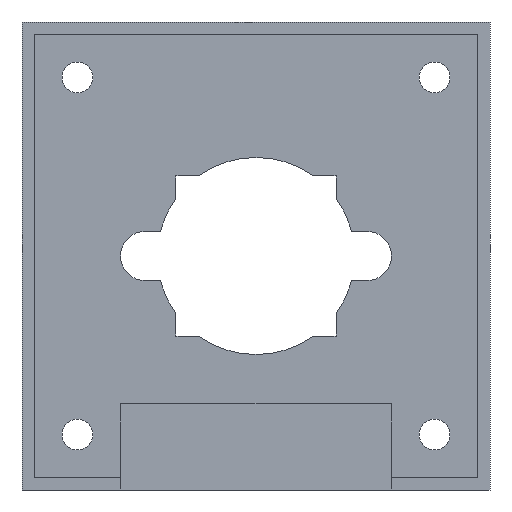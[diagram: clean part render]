
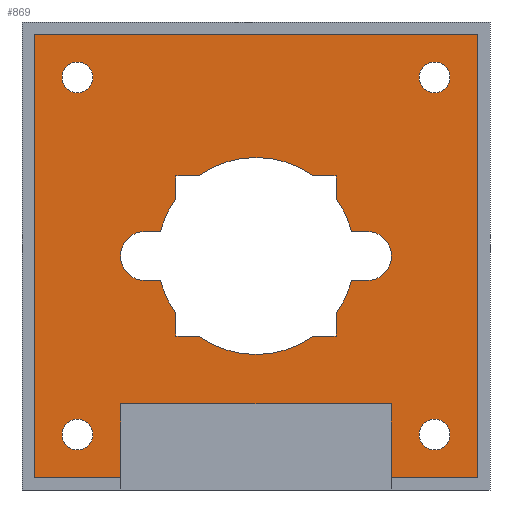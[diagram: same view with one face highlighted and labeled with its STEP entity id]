
A CAD part, front view. The second image highlights one B-rep face of the part: STEP entity #869.
In plain terms, the highlighted planar face has unit normal (0, -1, 0).
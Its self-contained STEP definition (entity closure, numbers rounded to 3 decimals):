
#32=FACE_BOUND('',#123,.T.);
#33=FACE_BOUND('',#124,.T.);
#34=FACE_BOUND('',#125,.T.);
#35=FACE_BOUND('',#126,.T.);
#36=FACE_BOUND('',#127,.T.);
#49=CIRCLE('',#949,1.25);
#50=CIRCLE('',#950,2.);
#51=CIRCLE('',#951,8.);
#52=CIRCLE('',#952,8.);
#53=CIRCLE('',#953,8.);
#54=CIRCLE('',#954,2.);
#55=CIRCLE('',#955,8.);
#56=CIRCLE('',#956,8.);
#57=CIRCLE('',#957,8.);
#58=CIRCLE('',#958,1.25);
#59=CIRCLE('',#959,1.25);
#60=CIRCLE('',#960,1.25);
#73=FACE_OUTER_BOUND('',#122,.T.);
#122=EDGE_LOOP('',(#657,#658,#659,#660,#661,#662,#663,#664));
#123=EDGE_LOOP('',(#665));
#124=EDGE_LOOP('',(#666,#667,#668,#669,#670,#671,#672,#673,#674,#675,#676,
#677,#678,#679,#680,#681,#682,#683,#684,#685));
#125=EDGE_LOOP('',(#686));
#126=EDGE_LOOP('',(#687));
#127=EDGE_LOOP('',(#688));
#191=LINE('',#1326,#293);
#195=LINE('',#1334,#297);
#198=LINE('',#1340,#300);
#201=LINE('',#1346,#303);
#204=LINE('',#1352,#306);
#214=LINE('',#1372,#316);
#215=LINE('',#1374,#317);
#216=LINE('',#1375,#318);
#217=LINE('',#1382,#319);
#218=LINE('',#1386,#320);
#219=LINE('',#1388,#321);
#220=LINE('',#1392,#322);
#221=LINE('',#1394,#323);
#222=LINE('',#1398,#324);
#223=LINE('',#1402,#325);
#224=LINE('',#1406,#326);
#225=LINE('',#1408,#327);
#226=LINE('',#1412,#328);
#227=LINE('',#1414,#329);
#228=LINE('',#1417,#330);
#293=VECTOR('',#1064,10.);
#297=VECTOR('',#1070,10.);
#300=VECTOR('',#1075,10.);
#303=VECTOR('',#1080,10.);
#306=VECTOR('',#1085,10.);
#316=VECTOR('',#1099,10.);
#317=VECTOR('',#1100,10.);
#318=VECTOR('',#1101,10.);
#319=VECTOR('',#1106,10.);
#320=VECTOR('',#1109,10.);
#321=VECTOR('',#1110,10.);
#322=VECTOR('',#1113,10.);
#323=VECTOR('',#1114,10.);
#324=VECTOR('',#1117,10.);
#325=VECTOR('',#1120,10.);
#326=VECTOR('',#1123,10.);
#327=VECTOR('',#1124,10.);
#328=VECTOR('',#1127,10.);
#329=VECTOR('',#1128,10.);
#330=VECTOR('',#1131,10.);
#403=VERTEX_POINT('',#1324);
#404=VERTEX_POINT('',#1325);
#407=VERTEX_POINT('',#1333);
#409=VERTEX_POINT('',#1339);
#411=VERTEX_POINT('',#1345);
#413=VERTEX_POINT('',#1351);
#421=VERTEX_POINT('',#1371);
#422=VERTEX_POINT('',#1373);
#423=VERTEX_POINT('',#1376);
#424=VERTEX_POINT('',#1378);
#425=VERTEX_POINT('',#1379);
#426=VERTEX_POINT('',#1381);
#427=VERTEX_POINT('',#1383);
#428=VERTEX_POINT('',#1385);
#429=VERTEX_POINT('',#1387);
#430=VERTEX_POINT('',#1389);
#431=VERTEX_POINT('',#1391);
#432=VERTEX_POINT('',#1393);
#433=VERTEX_POINT('',#1395);
#434=VERTEX_POINT('',#1397);
#435=VERTEX_POINT('',#1399);
#436=VERTEX_POINT('',#1401);
#437=VERTEX_POINT('',#1403);
#438=VERTEX_POINT('',#1405);
#439=VERTEX_POINT('',#1407);
#440=VERTEX_POINT('',#1409);
#441=VERTEX_POINT('',#1411);
#442=VERTEX_POINT('',#1413);
#443=VERTEX_POINT('',#1415);
#444=VERTEX_POINT('',#1418);
#445=VERTEX_POINT('',#1420);
#446=VERTEX_POINT('',#1422);
#491=EDGE_CURVE('',#403,#404,#191,.T.);
#495=EDGE_CURVE('',#404,#407,#195,.T.);
#498=EDGE_CURVE('',#407,#409,#198,.T.);
#501=EDGE_CURVE('',#409,#411,#201,.T.);
#504=EDGE_CURVE('',#411,#413,#204,.T.);
#514=EDGE_CURVE('',#421,#413,#214,.T.);
#515=EDGE_CURVE('',#422,#421,#215,.T.);
#516=EDGE_CURVE('',#403,#422,#216,.T.);
#517=EDGE_CURVE('',#423,#423,#49,.T.);
#518=EDGE_CURVE('',#424,#425,#50,.T.);
#519=EDGE_CURVE('',#426,#424,#217,.T.);
#520=EDGE_CURVE('',#427,#426,#51,.T.);
#521=EDGE_CURVE('',#428,#427,#218,.T.);
#522=EDGE_CURVE('',#429,#428,#219,.T.);
#523=EDGE_CURVE('',#430,#429,#52,.T.);
#524=EDGE_CURVE('',#431,#430,#220,.T.);
#525=EDGE_CURVE('',#432,#431,#221,.T.);
#526=EDGE_CURVE('',#433,#432,#53,.T.);
#527=EDGE_CURVE('',#434,#433,#222,.T.);
#528=EDGE_CURVE('',#435,#434,#54,.T.);
#529=EDGE_CURVE('',#436,#435,#223,.T.);
#530=EDGE_CURVE('',#437,#436,#55,.T.);
#531=EDGE_CURVE('',#438,#437,#224,.T.);
#532=EDGE_CURVE('',#439,#438,#225,.T.);
#533=EDGE_CURVE('',#440,#439,#56,.T.);
#534=EDGE_CURVE('',#441,#440,#226,.T.);
#535=EDGE_CURVE('',#442,#441,#227,.T.);
#536=EDGE_CURVE('',#443,#442,#57,.T.);
#537=EDGE_CURVE('',#425,#443,#228,.T.);
#538=EDGE_CURVE('',#444,#444,#58,.T.);
#539=EDGE_CURVE('',#445,#445,#59,.T.);
#540=EDGE_CURVE('',#446,#446,#60,.T.);
#657=ORIENTED_EDGE('',*,*,#491,.T.);
#658=ORIENTED_EDGE('',*,*,#495,.T.);
#659=ORIENTED_EDGE('',*,*,#498,.T.);
#660=ORIENTED_EDGE('',*,*,#501,.T.);
#661=ORIENTED_EDGE('',*,*,#504,.T.);
#662=ORIENTED_EDGE('',*,*,#514,.F.);
#663=ORIENTED_EDGE('',*,*,#515,.F.);
#664=ORIENTED_EDGE('',*,*,#516,.F.);
#665=ORIENTED_EDGE('',*,*,#517,.F.);
#666=ORIENTED_EDGE('',*,*,#518,.F.);
#667=ORIENTED_EDGE('',*,*,#519,.F.);
#668=ORIENTED_EDGE('',*,*,#520,.F.);
#669=ORIENTED_EDGE('',*,*,#521,.F.);
#670=ORIENTED_EDGE('',*,*,#522,.F.);
#671=ORIENTED_EDGE('',*,*,#523,.F.);
#672=ORIENTED_EDGE('',*,*,#524,.F.);
#673=ORIENTED_EDGE('',*,*,#525,.F.);
#674=ORIENTED_EDGE('',*,*,#526,.F.);
#675=ORIENTED_EDGE('',*,*,#527,.F.);
#676=ORIENTED_EDGE('',*,*,#528,.F.);
#677=ORIENTED_EDGE('',*,*,#529,.F.);
#678=ORIENTED_EDGE('',*,*,#530,.F.);
#679=ORIENTED_EDGE('',*,*,#531,.F.);
#680=ORIENTED_EDGE('',*,*,#532,.F.);
#681=ORIENTED_EDGE('',*,*,#533,.F.);
#682=ORIENTED_EDGE('',*,*,#534,.F.);
#683=ORIENTED_EDGE('',*,*,#535,.F.);
#684=ORIENTED_EDGE('',*,*,#536,.F.);
#685=ORIENTED_EDGE('',*,*,#537,.F.);
#686=ORIENTED_EDGE('',*,*,#538,.F.);
#687=ORIENTED_EDGE('',*,*,#539,.F.);
#688=ORIENTED_EDGE('',*,*,#540,.F.);
#837=PLANE('',#948);
#869=ADVANCED_FACE('',(#73,#32,#33,#34,#35,#36),#837,.F.);
#948=AXIS2_PLACEMENT_3D('',#1370,#1097,#1098);
#949=AXIS2_PLACEMENT_3D('',#1377,#1102,#1103);
#950=AXIS2_PLACEMENT_3D('',#1380,#1104,#1105);
#951=AXIS2_PLACEMENT_3D('',#1384,#1107,#1108);
#952=AXIS2_PLACEMENT_3D('',#1390,#1111,#1112);
#953=AXIS2_PLACEMENT_3D('',#1396,#1115,#1116);
#954=AXIS2_PLACEMENT_3D('',#1400,#1118,#1119);
#955=AXIS2_PLACEMENT_3D('',#1404,#1121,#1122);
#956=AXIS2_PLACEMENT_3D('',#1410,#1125,#1126);
#957=AXIS2_PLACEMENT_3D('',#1416,#1129,#1130);
#958=AXIS2_PLACEMENT_3D('',#1419,#1132,#1133);
#959=AXIS2_PLACEMENT_3D('',#1421,#1134,#1135);
#960=AXIS2_PLACEMENT_3D('',#1423,#1136,#1137);
#1064=DIRECTION('',(1.,0.,0.));
#1070=DIRECTION('',(0.,0.,1.));
#1075=DIRECTION('',(-1.,0.,0.));
#1080=DIRECTION('',(0.,0.,-1.));
#1085=DIRECTION('',(1.,0.,0.));
#1097=DIRECTION('center_axis',(0.,1.,0.));
#1098=DIRECTION('ref_axis',(0.,0.,1.));
#1099=DIRECTION('',(0.,0.,-1.));
#1100=DIRECTION('',(-1.,0.,0.));
#1101=DIRECTION('',(0.,0.,1.));
#1102=DIRECTION('center_axis',(0.,-1.,0.));
#1103=DIRECTION('ref_axis',(1.,0.,0.));
#1104=DIRECTION('center_axis',(0.,-1.,0.));
#1105=DIRECTION('ref_axis',(0.,0.,-1.));
#1106=DIRECTION('',(1.,0.,0.));
#1107=DIRECTION('center_axis',(0.,-1.,0.));
#1108=DIRECTION('ref_axis',(1.,0.,0.));
#1109=DIRECTION('',(0.,0.,1.));
#1110=DIRECTION('',(1.,0.,0.));
#1111=DIRECTION('center_axis',(0.,-1.,0.));
#1112=DIRECTION('ref_axis',(1.,0.,0.));
#1113=DIRECTION('',(1.,0.,0.));
#1114=DIRECTION('',(0.,0.,-1.));
#1115=DIRECTION('center_axis',(0.,-1.,0.));
#1116=DIRECTION('ref_axis',(1.,0.,0.));
#1117=DIRECTION('',(1.,0.,0.));
#1118=DIRECTION('center_axis',(0.,-1.,0.));
#1119=DIRECTION('ref_axis',(0.,0.,1.));
#1120=DIRECTION('',(-1.,0.,0.));
#1121=DIRECTION('center_axis',(0.,-1.,0.));
#1122=DIRECTION('ref_axis',(1.,0.,0.));
#1123=DIRECTION('',(0.,0.,-1.));
#1124=DIRECTION('',(-1.,0.,0.));
#1125=DIRECTION('center_axis',(0.,-1.,0.));
#1126=DIRECTION('ref_axis',(1.,0.,0.));
#1127=DIRECTION('',(-1.,0.,0.));
#1128=DIRECTION('',(0.,0.,1.));
#1129=DIRECTION('center_axis',(0.,-1.,0.));
#1130=DIRECTION('ref_axis',(1.,0.,0.));
#1131=DIRECTION('',(-1.,0.,0.));
#1132=DIRECTION('center_axis',(0.,-1.,0.));
#1133=DIRECTION('ref_axis',(1.,0.,0.));
#1134=DIRECTION('center_axis',(0.,-1.,0.));
#1135=DIRECTION('ref_axis',(1.,0.,0.));
#1136=DIRECTION('center_axis',(0.,-1.,0.));
#1137=DIRECTION('ref_axis',(1.,0.,0.));
#1324=CARTESIAN_POINT('',(11.,0.,-18.));
#1325=CARTESIAN_POINT('',(18.,0.,-18.));
#1326=CARTESIAN_POINT('',(9.,0.,-18.));
#1333=CARTESIAN_POINT('',(18.,0.,18.));
#1334=CARTESIAN_POINT('',(18.,0.,9.));
#1339=CARTESIAN_POINT('',(-18.,0.,18.));
#1340=CARTESIAN_POINT('',(-9.,0.,18.));
#1345=CARTESIAN_POINT('',(-18.,0.,-18.));
#1346=CARTESIAN_POINT('',(-18.,0.,-9.));
#1351=CARTESIAN_POINT('',(-11.,0.,-18.));
#1352=CARTESIAN_POINT('',(-5.5,0.,-18.));
#1370=CARTESIAN_POINT('Origin',(0.,0.,0.));
#1371=CARTESIAN_POINT('',(-11.,0.,-12.));
#1372=CARTESIAN_POINT('',(-11.,0.,-12.));
#1373=CARTESIAN_POINT('',(11.,0.,-12.));
#1374=CARTESIAN_POINT('',(11.,0.,-12.));
#1375=CARTESIAN_POINT('',(11.,0.,-19.));
#1376=CARTESIAN_POINT('',(13.25,0.,-14.5));
#1377=CARTESIAN_POINT('Origin',(14.5,0.,-14.5));
#1378=CARTESIAN_POINT('',(9.,0.,-2.));
#1379=CARTESIAN_POINT('',(9.,0.,2.));
#1380=CARTESIAN_POINT('Origin',(9.,0.,0.));
#1381=CARTESIAN_POINT('',(7.746,0.,-2.));
#1382=CARTESIAN_POINT('',(-9.,0.,-2.));
#1383=CARTESIAN_POINT('',(6.5,0.,-4.664));
#1384=CARTESIAN_POINT('Origin',(0.,0.,0.));
#1385=CARTESIAN_POINT('',(6.5,0.,-6.5));
#1386=CARTESIAN_POINT('',(6.5,0.,-6.5));
#1387=CARTESIAN_POINT('',(4.664,0.,-6.5));
#1388=CARTESIAN_POINT('',(-6.5,0.,-6.5));
#1389=CARTESIAN_POINT('',(-4.664,0.,-6.5));
#1390=CARTESIAN_POINT('Origin',(0.,0.,0.));
#1391=CARTESIAN_POINT('',(-6.5,0.,-6.5));
#1392=CARTESIAN_POINT('',(-6.5,0.,-6.5));
#1393=CARTESIAN_POINT('',(-6.5,0.,-4.664));
#1394=CARTESIAN_POINT('',(-6.5,0.,6.5));
#1395=CARTESIAN_POINT('',(-7.746,0.,-2.));
#1396=CARTESIAN_POINT('Origin',(0.,0.,0.));
#1397=CARTESIAN_POINT('',(-9.,0.,-2.));
#1398=CARTESIAN_POINT('',(-9.,0.,-2.));
#1399=CARTESIAN_POINT('',(-9.,0.,2.));
#1400=CARTESIAN_POINT('Origin',(-9.,0.,0.));
#1401=CARTESIAN_POINT('',(-7.746,0.,2.));
#1402=CARTESIAN_POINT('',(9.,0.,2.));
#1403=CARTESIAN_POINT('',(-6.5,0.,4.664));
#1404=CARTESIAN_POINT('Origin',(0.,0.,0.));
#1405=CARTESIAN_POINT('',(-6.5,0.,6.5));
#1406=CARTESIAN_POINT('',(-6.5,0.,6.5));
#1407=CARTESIAN_POINT('',(-4.664,0.,6.5));
#1408=CARTESIAN_POINT('',(6.5,0.,6.5));
#1409=CARTESIAN_POINT('',(4.664,0.,6.5));
#1410=CARTESIAN_POINT('Origin',(0.,0.,0.));
#1411=CARTESIAN_POINT('',(6.5,0.,6.5));
#1412=CARTESIAN_POINT('',(6.5,0.,6.5));
#1413=CARTESIAN_POINT('',(6.5,0.,4.664));
#1414=CARTESIAN_POINT('',(6.5,0.,-6.5));
#1415=CARTESIAN_POINT('',(7.746,0.,2.));
#1416=CARTESIAN_POINT('Origin',(0.,0.,0.));
#1417=CARTESIAN_POINT('',(9.,0.,2.));
#1418=CARTESIAN_POINT('',(13.25,0.,14.5));
#1419=CARTESIAN_POINT('Origin',(14.5,0.,14.5));
#1420=CARTESIAN_POINT('',(-15.75,0.,14.5));
#1421=CARTESIAN_POINT('Origin',(-14.5,0.,14.5));
#1422=CARTESIAN_POINT('',(-15.75,0.,-14.5));
#1423=CARTESIAN_POINT('Origin',(-14.5,0.,-14.5));
